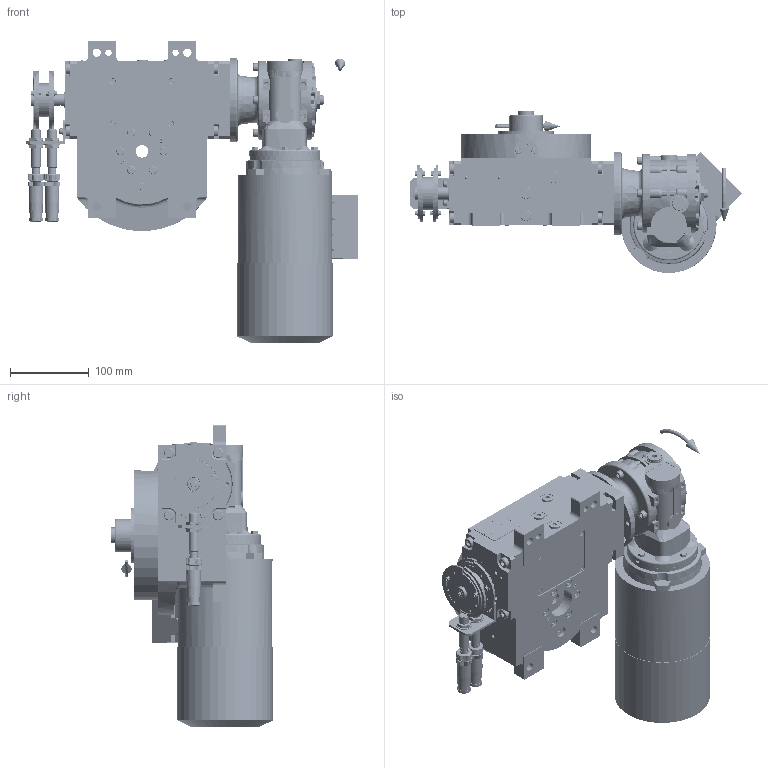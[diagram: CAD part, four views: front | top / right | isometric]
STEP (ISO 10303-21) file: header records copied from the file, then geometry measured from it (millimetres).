
FILE_DESCRIPTION (( 'STEP AP203' ), '1' );
FILE_NAME ('PC5200641.step', '2024-09-17T15:17:52', ( '' ), ( '' ), 'SwSTEP 2.0', 'SolidWorks 2020', '' );
FILE_SCHEMA (( 'CONFIG_CONTROL_DESIGN' ));
Length unit declared in the file: millimetre
Products named in the file (97): CFN2155_01_007.stp; cfn2128_04_011; cfn2104_01_002; cfn2000_01_147; rig04_004_s_002; cfn2055_01_002; freccia_angolare; CFN2223_01-390X6-B.stp; cfn2000_01_151; cfn2476_01_001_48x38; CFN2203_02_001.stp; 900_00_00_005; CFN2104_02_017.stp; cfn2000_01_129; rig04_014; cfn2070_05_001; cfn2003_01_063; AS_rig04_004_s_001; rig04_004_s_001; AS_rig04_015; rig04_015; AS_900_38_30_003; cfn2000_01_161; PC5200641; cfn2400_04_024; CFN2000_01_185.stp; RIG06_021_AF0.stp; rig04_003_8; 900_38_30_003; BM63B14; cfn2205_01_012; cfn2115_02_213; CFN2010_02_002.stp; AS_rig04_004; rig04_071_8_m.stp; cfn2276_01_065; cfn2115_02_182; AS_rig04_002_bl_004; cfn2151_01_087; cfn2115_02_194 ...
Assembly tree (93 placements, depth 5):
  CFN2223_01-390X6-B.stp
  CFN2203_02_001.stp
  PC5200641
    rig04_001_a_001
    AS_cfn2476_01_001_48x38
      cfn2476_01_001_48x38
      cfn2107_01_001
      cfn2107_01_001
    AS_rig04_071_8_m
      rig04_071_8_m.stp
        RIG04_005_ASM.stp
          RIG04_005_AF0.stp
          RIG06_021_AF0.stp
          CFN2000_01_185.stp
          CFN2000_01_185.stp
          CFN2104_02_017.stp
        CFN2155_01_007.stp
        CFN2010_02_002.stp
      rig04_003_8
      cfn2000_01_147
      cfn2000_01_147
      cfn2000_01_147
      cfn2000_01_147
      cfn2000_01_147
      cfn2000_01_147
      cfn2000_01_147
      cfn2000_01_147
      cfn2104_01_016  x2
    AS_rig04_014
      rig04_014
      cfn2000_01_151
      cfn2000_01_151
      cfn2000_01_151
      cfn2000_01_151
      cfn2000_01_151
      cfn2000_01_151
      cfn2155_01_186
      cfn2104_01_002
      cfn2104_01_002
    AS_rig04_004_s_002
      rig04_004_s_002
      cfn2155_01_038
      cfn2070_05_001
      cfn2000_01_129
      cfn2000_01_129  x2
      cfn2000_01_129
    AS_rig04_004
      rig04_004
      cfn2155_01_055
      cfn2070_05_001
      cfn2000_01_129  x2
      cfn2000_01_129
      cfn2000_01_129
    AS_rig04_002_bl_004
      rig04_002_bl_004
      cfn2115_02_182
    AS_rig04_004_s_001
      rig04_004_s_001
      cfn2000_01_129
      cfn2000_01_129
Bounding box: 420.63 x 204.99 x 382.99 mm (x, y, z)
Volume: 4902626.4 mm3; surface area: 780749.4 mm2
Topology: 93 solids, 93 shells, 6152 faces, 15561 edges, 9889 vertices
Faces by surface type: plane 2827, cylinder 2107, cone 1031, torus 163, bspline 18, sphere 6
Entity records: 171260 total; most frequent: CARTESIAN_POINT 40938, DIRECTION 25414, ORIENTED_EDGE 24848, EDGE_CURVE 12424, AXIS2_PLACEMENT_3D 9364, VERTEX_POINT 7979, LINE 6686, VECTOR 6686
